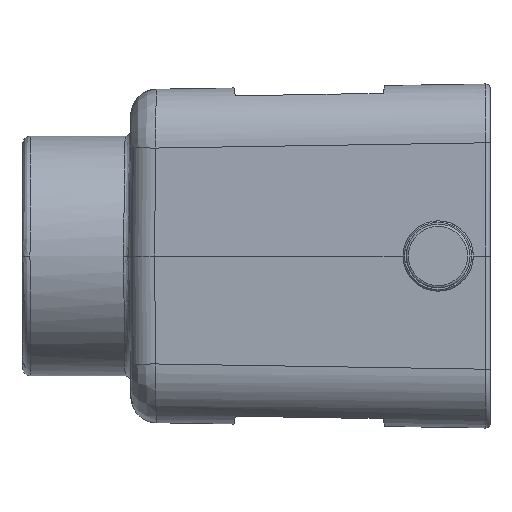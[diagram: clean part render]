
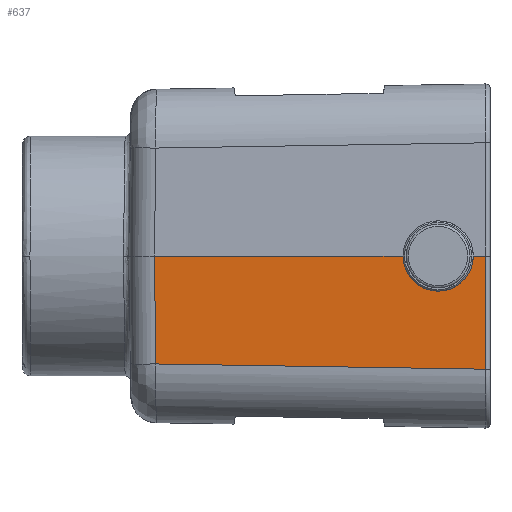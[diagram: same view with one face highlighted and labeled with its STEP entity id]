
A CAD part, left-side view. The second image highlights one B-rep face of the part: STEP entity #637.
In plain terms, the highlighted planar face has unit normal (-1, 0.021, -0.018).
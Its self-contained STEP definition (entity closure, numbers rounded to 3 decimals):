
#555=ELLIPSE('',#3545,2.501,2.5);
#556=ELLIPSE('',#3546,1.501,1.5);
#557=ELLIPSE('',#3547,4.402,4.4);
#558=ELLIPSE('',#3548,2.526,2.525);
#637=ADVANCED_FACE('',(#932),#864,.T.);
#864=PLANE('',#3549);
#932=FACE_OUTER_BOUND('',#1106,.T.);
#1106=EDGE_LOOP('',(#1388,#1389,#1390,#1391,#1392,#1393,#1394,#1395,#1396,
#1397,#1398,#1399));
#1388=ORIENTED_EDGE('',*,*,#2704,.F.);
#1389=ORIENTED_EDGE('',*,*,#2705,.F.);
#1390=ORIENTED_EDGE('',*,*,#2706,.T.);
#1391=ORIENTED_EDGE('',*,*,#2707,.T.);
#1392=ORIENTED_EDGE('',*,*,#2708,.T.);
#1393=ORIENTED_EDGE('',*,*,#2709,.T.);
#1394=ORIENTED_EDGE('',*,*,#2710,.T.);
#1395=ORIENTED_EDGE('',*,*,#2711,.T.);
#1396=ORIENTED_EDGE('',*,*,#2712,.F.);
#1397=ORIENTED_EDGE('',*,*,#2713,.F.);
#1398=ORIENTED_EDGE('',*,*,#2714,.T.);
#1399=ORIENTED_EDGE('',*,*,#2715,.T.);
#2384=VERTEX_POINT('',#4864);
#2385=VERTEX_POINT('',#4865);
#2386=VERTEX_POINT('',#4867);
#2387=VERTEX_POINT('',#4869);
#2388=VERTEX_POINT('',#4871);
#2389=VERTEX_POINT('',#4873);
#2390=VERTEX_POINT('',#4875);
#2391=VERTEX_POINT('',#4877);
#2392=VERTEX_POINT('',#4879);
#2393=VERTEX_POINT('',#4881);
#2394=VERTEX_POINT('',#4883);
#2395=VERTEX_POINT('',#4885);
#2704=EDGE_CURVE('',#2384,#2385,#555,.T.);
#2705=EDGE_CURVE('',#2386,#2384,#3202,.T.);
#2706=EDGE_CURVE('',#2386,#2387,#556,.T.);
#2707=EDGE_CURVE('',#2387,#2388,#3203,.T.);
#2708=EDGE_CURVE('',#2388,#2389,#3204,.T.);
#2709=EDGE_CURVE('',#2389,#2390,#3205,.T.);
#2710=EDGE_CURVE('',#2390,#2391,#3206,.T.);
#2711=EDGE_CURVE('',#2391,#2392,#3207,.T.);
#2712=EDGE_CURVE('',#2393,#2392,#557,.T.);
#2713=EDGE_CURVE('',#2394,#2393,#3208,.T.);
#2714=EDGE_CURVE('',#2394,#2395,#558,.T.);
#2715=EDGE_CURVE('',#2395,#2385,#3209,.T.);
#3202=LINE('',#4866,#3376);
#3203=LINE('',#4870,#3377);
#3204=LINE('',#4872,#3378);
#3205=LINE('',#4874,#3379);
#3206=LINE('',#4876,#3380);
#3207=LINE('',#4878,#3381);
#3208=LINE('',#4882,#3382);
#3209=LINE('',#4886,#3383);
#3376=VECTOR('',#3934,1.);
#3377=VECTOR('',#3937,1.);
#3378=VECTOR('',#3938,1.);
#3379=VECTOR('',#3939,1.);
#3380=VECTOR('',#3940,1.);
#3381=VECTOR('',#3941,1.);
#3382=VECTOR('',#3944,1.);
#3383=VECTOR('',#3947,1.);
#3545=AXIS2_PLACEMENT_3D('',#4863,#3932,#3933);
#3546=AXIS2_PLACEMENT_3D('',#4868,#3935,#3936);
#3547=AXIS2_PLACEMENT_3D('',#4880,#3942,#3943);
#3548=AXIS2_PLACEMENT_3D('',#4884,#3945,#3946);
#3549=AXIS2_PLACEMENT_3D('',#4887,#3948,#3949);
#3932=DIRECTION('',(-1.,0.021,-0.017));
#3933=DIRECTION('',(0.027,0.772,-0.635));
#3934=DIRECTION('',(0.,-0.635,-0.773));
#3935=DIRECTION('',(1.,-0.021,0.017));
#3936=DIRECTION('',(-0.027,-0.772,0.635));
#3937=DIRECTION('',(0.021,1.,0.));
#3938=DIRECTION('',(0.017,-0.013,-1.));
#3939=DIRECTION('',(-0.021,-1.,-0.016));
#3940=DIRECTION('',(-0.017,0.,1.));
#3941=DIRECTION('',(0.021,1.,0.));
#3942=DIRECTION('',(-1.,0.021,-0.017));
#3943=DIRECTION('',(-0.027,-0.772,0.635));
#3944=DIRECTION('',(0.,-0.635,-0.773));
#3945=DIRECTION('',(-1.,0.021,-0.017));
#3946=DIRECTION('',(-0.027,-0.772,0.635));
#3947=DIRECTION('',(0.021,1.,0.));
#3948=DIRECTION('',(-1.,0.021,-0.017));
#3949=DIRECTION('',(-0.021,-1.,0.));
#4863=CARTESIAN_POINT('',(-36.259,-21.949,0.));
#4864=CARTESIAN_POINT('',(-36.259,-23.536,-1.932));
#4865=CARTESIAN_POINT('',(-36.312,-24.449,0.));
#4866=CARTESIAN_POINT('',(-36.259,-14.866,8.621));
#4867=CARTESIAN_POINT('',(-36.259,-22.901,-1.159));
#4868=CARTESIAN_POINT('',(-36.259,-21.949,0.));
#4869=CARTESIAN_POINT('',(-36.227,-20.449,0.));
#4870=CARTESIAN_POINT('',(-35.886,-4.373,0.));
#4871=CARTESIAN_POINT('',(-35.504,13.57,0.));
#4872=CARTESIAN_POINT('',(-35.505,13.571,0.044));
#4873=CARTESIAN_POINT('',(-35.272,13.393,-13.513));
#4874=CARTESIAN_POINT('',(-35.64,-4.159,-13.792));
#4875=CARTESIAN_POINT('',(-36.139,-27.938,-14.17));
#4876=CARTESIAN_POINT('',(-36.386,-27.938,-0.009));
#4877=CARTESIAN_POINT('',(-36.386,-27.938,0.));
#4878=CARTESIAN_POINT('',(-35.886,-4.373,0.));
#4879=CARTESIAN_POINT('',(-36.353,-26.349,0.));
#4880=CARTESIAN_POINT('',(-36.259,-21.949,0.));
#4881=CARTESIAN_POINT('',(-36.259,-24.742,-3.4));
#4882=CARTESIAN_POINT('',(-36.259,-14.866,8.621));
#4883=CARTESIAN_POINT('',(-36.259,-23.552,-1.951));
#4884=CARTESIAN_POINT('',(-36.259,-21.949,0.));
#4885=CARTESIAN_POINT('',(-36.313,-24.474,0.));
#4886=CARTESIAN_POINT('',(-35.886,-4.373,0.));
#4887=CARTESIAN_POINT('',(-35.886,-4.373,0.));
